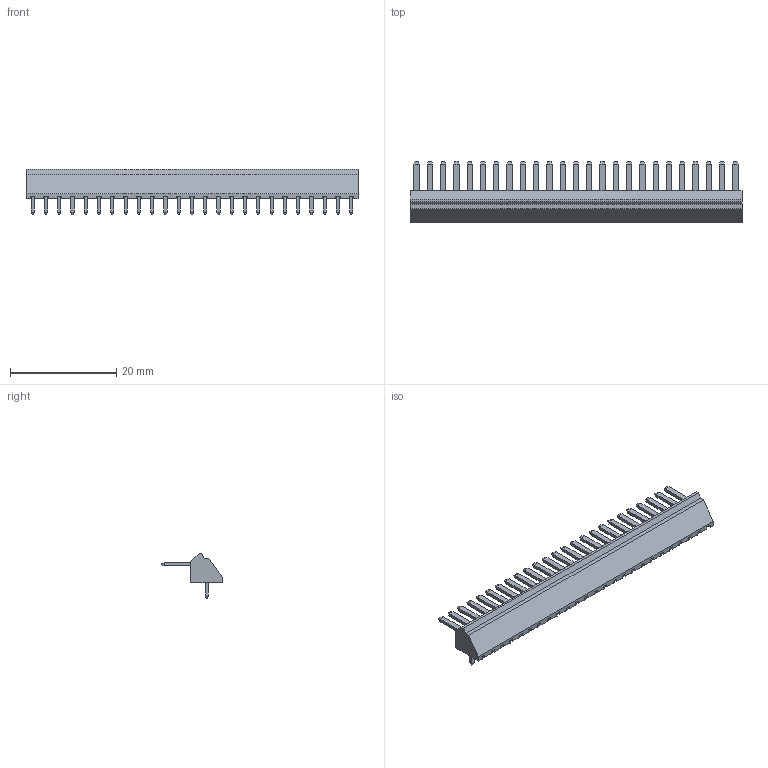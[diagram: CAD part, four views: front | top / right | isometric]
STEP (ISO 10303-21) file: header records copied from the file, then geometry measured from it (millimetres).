
FILE_DESCRIPTION(('FreeCAD Model'),'2;1');
FILE_NAME('Open CASCADE Shape Model','2021-07-29T10:07:18',( 'kicad StepUp'),('ksu MCAD'),'Open CASCADE STEP processor 7.4', 'FreeCAD','Unknown');
FILE_SCHEMA(('AUTOMOTIVE_DESIGN { 1 0 10303 214 1 1 1 1 }'));
Length unit declared in the file: millimetre
Products named in the file (1): JST_NH_BS25P-SHF-1AA_1x25_P2.50mm_Horizontal.copy
Bounding box: 62.5 x 11.5 x 8.6 mm (x, y, z)
Volume: 1547.7 mm3; surface area: 2097.4 mm2
Topology: 51 solids, 51 shells, 610 faces, 1324 edges, 816 vertices
Faces by surface type: plane 410, bspline 200
Entity records: 36444 total; most frequent: CARTESIAN_POINT 7399, DIRECTION 3394, ORIENTED_EDGE 2648, PCURVE 2648, DEFINITIONAL_REPRESENTATION 2648, LINE 2572, VECTOR 2572, B_SPLINE_CURVE_WITH_KNOTS 1400
